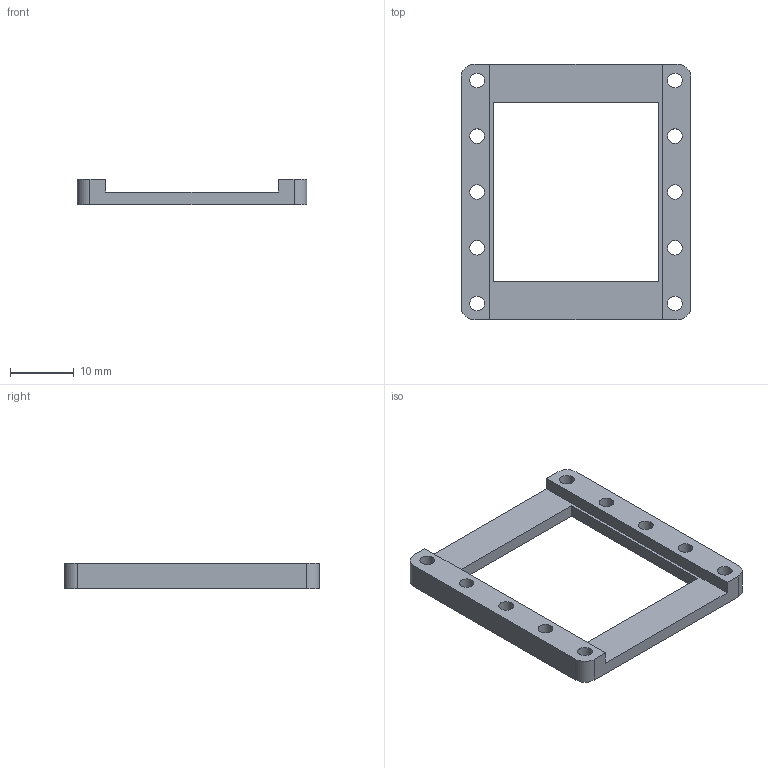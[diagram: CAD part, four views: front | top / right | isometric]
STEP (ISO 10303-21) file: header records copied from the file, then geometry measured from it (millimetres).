
FILE_DESCRIPTION(/* description */ (''),/* implementation_level */ '2;1');
FILE_NAME(/* name */ 'bottom_bracket.stp',/* time_stamp */ '2024-03-08T13:59:47+01:00',/* author */ (''),/* organization */ (''),/* preprocessor_version */ 'ST-DEVELOPER v16',/* originating_system */ 'SIEMENS PLM Software NX 11.0',/* authorisation */ '');
FILE_SCHEMA (('AUTOMOTIVE_DESIGN { 1 0 10303 214 3 1 1 1 }'));
Length unit declared in the file: millimetre
Products named in the file (1): bottom_bracket
Bounding box: 36 x 40 x 4 mm (x, y, z)
Volume: 1964.1 mm3; surface area: 2485.3 mm2
Topology: 1 solids, 1 shells, 28 faces, 78 edges, 52 vertices
Faces by surface type: plane 14, cylinder 14
Full cylindrical faces by diameter (mm): 2.3 x10
Entity records: 928 total; most frequent: DIRECTION 154, CARTESIAN_POINT 149, ORIENTED_EDGE 136, EDGE_CURVE 68, EDGE_LOOP 60, AXIS2_PLACEMENT_3D 57, VERTEX_POINT 52, FACE_BOUND 46
